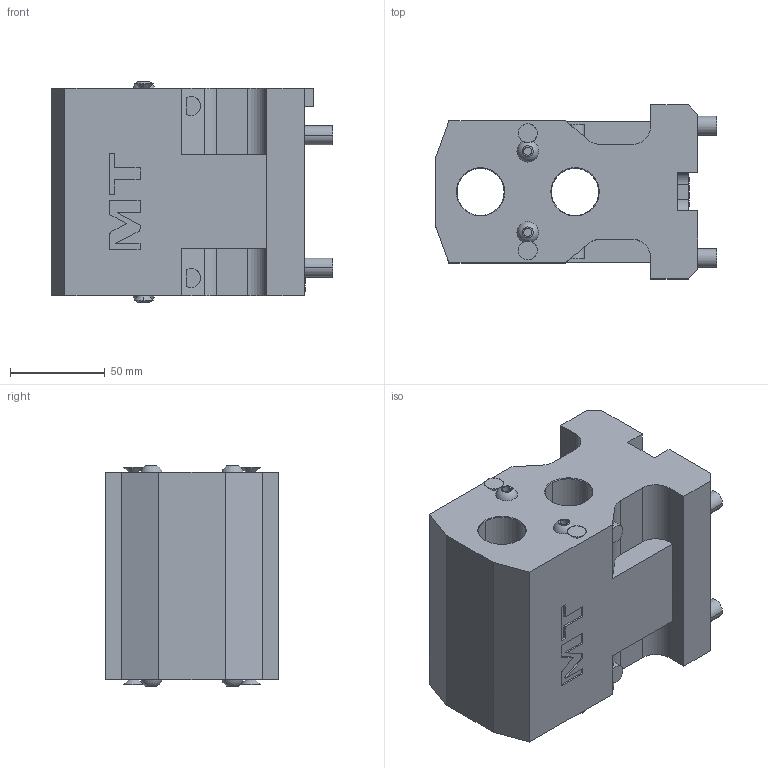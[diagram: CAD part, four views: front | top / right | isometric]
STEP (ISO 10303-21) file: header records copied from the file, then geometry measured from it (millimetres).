
FILE_DESCRIPTION((''),'2;1');
FILE_NAME('TKW0872500_CONF','2025-01-22T11:59:38',('fpalella'),('M.T. srl'),'CREO PARAMETRIC BY PTC INC, 2023352','CREO PARAMETRIC BY PTC INC, 2023352','');
FILE_SCHEMA(('CONFIG_CONTROL_DESIGN'));
Length unit declared in the file: millimetre
Products named in the file (1): TKW0872500_CONF
Bounding box: 149 x 92 x 117 mm (x, y, z)
Volume: 967620.3 mm3; surface area: 90660.7 mm2
Topology: 1 solids, 1 shells, 169 faces, 428 edges, 286 vertices
Faces by surface type: plane 101, cylinder 42, cone 16, extrusion 4, sphere 4, torus 2
Entity records: 5316 total; most frequent: CARTESIAN_POINT 1097, ORIENTED_EDGE 856, DIRECTION 852, EDGE_CURVE 428, VECTOR 286, VERTEX_POINT 286, AXIS2_PLACEMENT_3D 283, LINE 282
